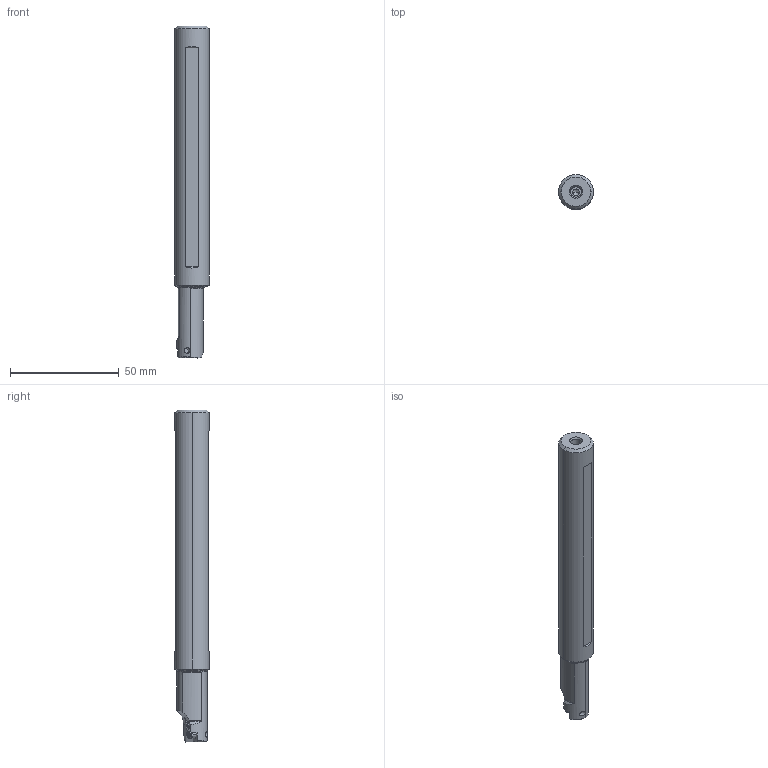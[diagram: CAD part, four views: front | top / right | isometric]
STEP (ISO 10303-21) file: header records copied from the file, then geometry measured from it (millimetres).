
FILE_DESCRIPTION((''),'2;1');
FILE_NAME('MMTIR102-0_60-1_5-C_ASM','2021-01-28T13:51:05',('tlyac05'),('PTC Japan'),'CREO PARAMETRIC BY PTC INC, 2018500','CREO PARAMETRIC BY PTC INC, 2018500','');
FILE_SCHEMA(('AUTOMOTIVE_DESIGN { 1 0 10303 214 1 1 1 1 }'));
Length unit declared in the file: millimetre
Products named in the file (3): MMTIR102-0_60-1_5-C_1; MMTIR102-0_60-1_5-C_2; MMTIR102-0_60-1_5-C_ASM
Assembly tree (2 placements, depth 2):
  MMTIR102-0_60-1_5-C_ASM
    MMTIR102-0_60-1_5-C_1
    MMTIR102-0_60-1_5-C_2
Bounding box: 15.88 x 15.88 x 152.48 mm (x, y, z)
Volume: 24231.1 mm3; surface area: 9707.1 mm2
Topology: 2 solids, 2 shells, 80 faces, 235 edges, 158 vertices
Faces by surface type: cylinder 32, plane 23, cone 20, torus 5
Entity records: 4309 total; most frequent: CARTESIAN_POINT 1284, ORIENTED_EDGE 462, DIRECTION 450, PRESENTATION_STYLE_ASSIGNMENT 236, STYLED_ITEM 236, CURVE_STYLE 234, EDGE_CURVE 231, AXIS2_PLACEMENT_3D 184
